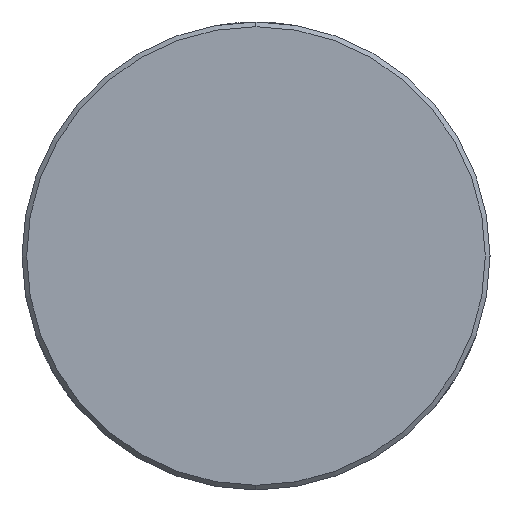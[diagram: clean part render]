
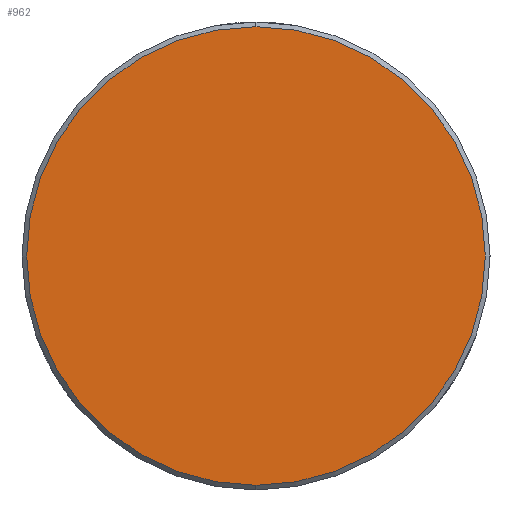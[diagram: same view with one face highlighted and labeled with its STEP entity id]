
A CAD part, left-side view. The second image highlights one B-rep face of the part: STEP entity #962.
In plain terms, the highlighted planar face has unit normal (-1, 0, 0).
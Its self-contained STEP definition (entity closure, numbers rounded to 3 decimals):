
#25 = VERTEX_POINT ( 'NONE', #409 ) ;
#35 = AXIS2_PLACEMENT_3D ( 'NONE', #361, #277, #534 ) ;
#59 = AXIS2_PLACEMENT_3D ( 'NONE', #972, #873, #729 ) ;
#221 = CARTESIAN_POINT ( 'NONE',  ( -131.7, 0., -14.7 ) ) ;
#257 = CIRCLE ( 'NONE', #59, 14.7 ) ;
#277 = DIRECTION ( 'NONE',  ( 1., 0., 0. ) ) ;
#281 = ORIENTED_EDGE ( 'NONE', *, *, #697, .T. ) ;
#361 = CARTESIAN_POINT ( 'NONE',  ( -131.7, -14.876, 14.876 ) ) ;
#388 = EDGE_LOOP ( 'NONE', ( #281, #539 ) ) ;
#391 = DIRECTION ( 'NONE',  ( -1., 0., 0. ) ) ;
#397 = EDGE_CURVE ( 'NONE', #25, #1062, #257, .T. ) ;
#409 = CARTESIAN_POINT ( 'NONE',  ( -131.7, 0., 14.7 ) ) ;
#437 = FACE_OUTER_BOUND ( 'NONE', #388, .T. ) ;
#491 = DIRECTION ( 'NONE',  ( 0., 0., -1. ) ) ;
#534 = DIRECTION ( 'NONE',  ( 0., 0., -1. ) ) ;
#539 = ORIENTED_EDGE ( 'NONE', *, *, #397, .T. ) ;
#697 = EDGE_CURVE ( 'NONE', #1062, #25, #1060, .T. ) ;
#725 = CARTESIAN_POINT ( 'NONE',  ( -131.7, 0., 0. ) ) ;
#729 = DIRECTION ( 'NONE',  ( 0., 0., -1. ) ) ;
#777 = PLANE ( 'NONE',  #35 ) ;
#873 = DIRECTION ( 'NONE',  ( -1., 0., 0. ) ) ;
#901 = AXIS2_PLACEMENT_3D ( 'NONE', #725, #391, #491 ) ;
#962 = ADVANCED_FACE ( 'NONE', ( #437 ), #777, .F. ) ;
#972 = CARTESIAN_POINT ( 'NONE',  ( -131.7, 0., 0. ) ) ;
#1060 = CIRCLE ( 'NONE', #901, 14.7 ) ;
#1062 = VERTEX_POINT ( 'NONE', #221 ) ;
